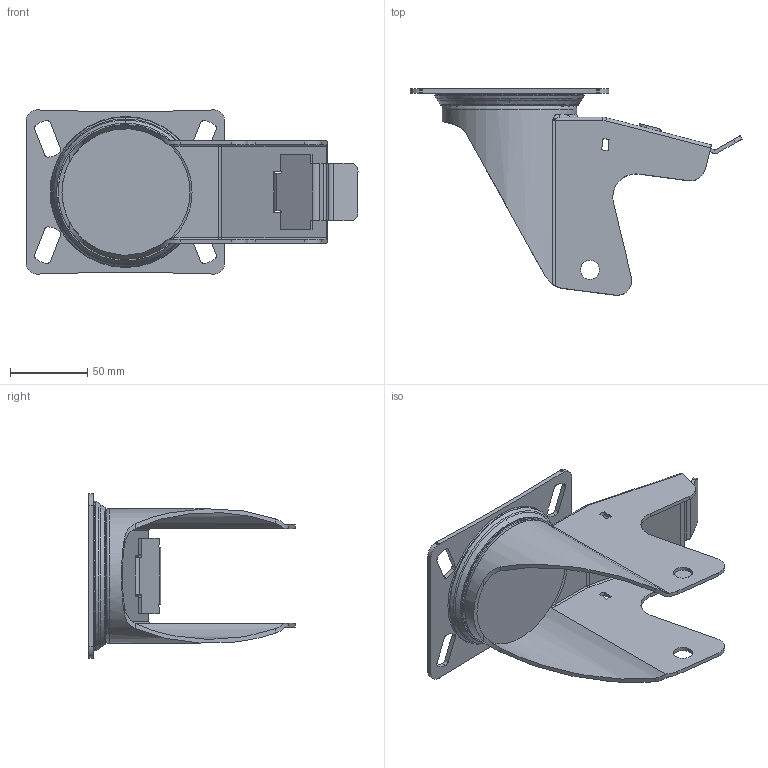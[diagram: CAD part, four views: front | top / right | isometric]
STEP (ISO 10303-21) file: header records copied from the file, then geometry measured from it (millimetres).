
FILE_DESCRIPTION (( 'STEP AP214' ), '1' );
FILE_NAME ('0022061_IV-L-150-3-DSN.STEP', '2018-05-04T08:19:24', ( '' ), ( '' ), 'SwSTEP 2.0', 'SolidWorks 2018', '' );
FILE_SCHEMA (( 'AUTOMOTIVE_DESIGN' ));
Length unit declared in the file: millimetre
Products named in the file (1): 0022061_IV-L-150-3-DSN
Bounding box: 214.45 x 133.47 x 106 mm (x, y, z)
Volume: 210724.3 mm3; surface area: 91634.1 mm2
Topology: 2 solids, 2 shells, 189 faces, 528 edges, 347 vertices
Faces by surface type: cylinder 83, plane 77, torus 15, bspline 12, cone 2
Full cylindrical faces by diameter (mm): 12.3 x2, 42 x1, 87 x1, 89 x1
Entity records: 9342 total; most frequent: CARTESIAN_POINT 2425, ORIENTED_EDGE 1014, DIRECTION 983, EDGE_CURVE 507, AXIS2_PLACEMENT_3D 359, VERTEX_POINT 342, VECTOR 265, LINE 265
